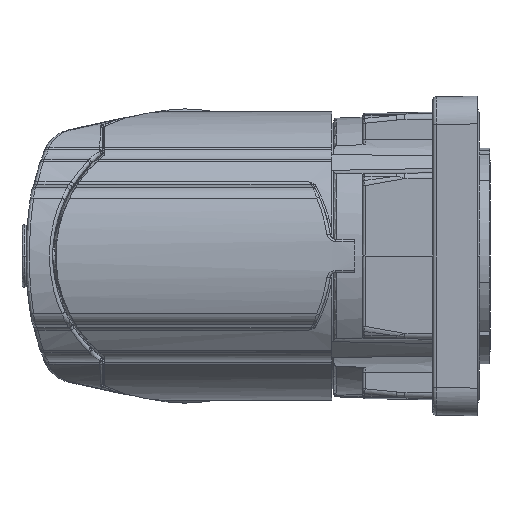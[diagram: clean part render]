
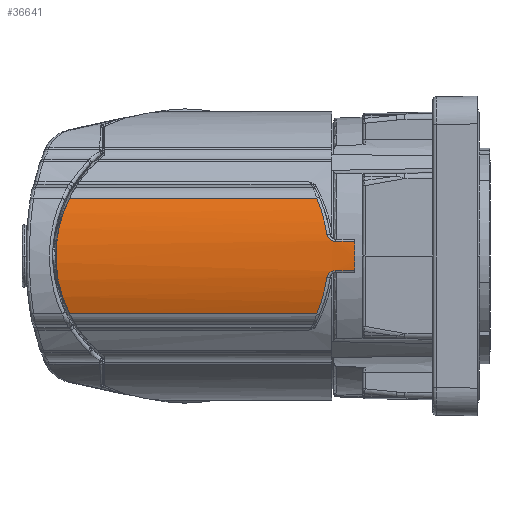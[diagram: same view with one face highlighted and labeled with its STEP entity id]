
A CAD part, left-side view. The second image highlights one B-rep face of the part: STEP entity #36641.
In plain terms, the highlighted cylindrical face has radius 15 mm (diameter 30 mm), a partial arc.
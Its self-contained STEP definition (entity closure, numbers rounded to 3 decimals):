
#7358=CARTESIAN_POINT('',(-14.066,36.714,5.21));
#8169=CARTESIAN_POINT('',(-14.066,14.449,
-5.21));
#8181=DIRECTION('',(0.,-1.,0.));
#8182=VECTOR('',#8181,22.266);
#8183=CARTESIAN_POINT('',(-14.066,36.714,
-5.21));
#8184=LINE('',#8183,#8182);
#8185=DIRECTION('',(0.,1.,0.));
#8186=VECTOR('',#8185,1.697);
#8187=CARTESIAN_POINT('',(-14.942,11.05,-1.318));
#8188=LINE('',#8187,#8186);
#8189=CARTESIAN_POINT('',(-14.942,12.747,
-1.318));
#8190=CARTESIAN_POINT('',(-14.942,12.794,
-1.318));
#8191=CARTESIAN_POINT('',(-14.942,12.885,
-1.323));
#8192=CARTESIAN_POINT('',(-14.939,13.016,
-1.351));
#8193=CARTESIAN_POINT('',(-14.935,13.137,
-1.398));
#8194=CARTESIAN_POINT('',(-14.929,13.245,
-1.461));
#8195=CARTESIAN_POINT('',(-14.921,13.338,
-1.538));
#8196=CARTESIAN_POINT('',(-14.911,13.417,
-1.628));
#8197=CARTESIAN_POINT('',(-14.9,13.478,
-1.727));
#8198=CARTESIAN_POINT('',(-14.888,13.52,
-1.827));
#8199=CARTESIAN_POINT('',(-14.88,13.534,
-1.891));
#8200=CARTESIAN_POINT('',(-14.876,13.538,
-1.922));
#8202=CARTESIAN_POINT('',(-14.876,13.538,
-1.922));
#8203=CARTESIAN_POINT('',(-14.727,13.705,
-3.075));
#8204=CARTESIAN_POINT('',(-14.445,14.019,
-4.186));
#8205=CARTESIAN_POINT('',(-14.066,14.449,
-5.21));
#8207=CARTESIAN_POINT('',(-14.066,36.714,
-5.21));
#8208=CARTESIAN_POINT('',(-14.253,36.968,
-4.704));
#8209=CARTESIAN_POINT('',(-14.567,37.386,
-3.686));
#8210=CARTESIAN_POINT('',(-14.857,37.765,
-2.235));
#8211=CARTESIAN_POINT('',(-15.01,37.963,
-0.708));
#8212=CARTESIAN_POINT('',(-15.003,37.953,
0.84));
#8213=CARTESIAN_POINT('',(-14.841,37.744,2.334));
#8214=CARTESIAN_POINT('',(-14.549,37.362,3.749));
#8215=CARTESIAN_POINT('',(-14.245,36.957,4.726));
#8216=CARTESIAN_POINT('',(-14.066,36.714,5.21));
#8218=DIRECTION('',(0.,-1.,0.));
#8219=VECTOR('',#8218,22.266);
#8220=CARTESIAN_POINT('',(-14.066,36.714,5.21));
#8221=LINE('',#8220,#8219);
#8222=CARTESIAN_POINT('',(-14.066,14.449,5.21));
#8223=CARTESIAN_POINT('',(-14.445,14.019,4.186));
#8224=CARTESIAN_POINT('',(-14.727,13.705,3.075));
#8225=CARTESIAN_POINT('',(-14.876,13.538,1.922));
#8227=CARTESIAN_POINT('',(-14.876,13.538,1.922));
#8228=CARTESIAN_POINT('',(-14.88,13.534,1.891));
#8229=CARTESIAN_POINT('',(-14.888,13.52,1.827));
#8230=CARTESIAN_POINT('',(-14.9,13.478,1.726));
#8231=CARTESIAN_POINT('',(-14.911,13.417,1.628));
#8232=CARTESIAN_POINT('',(-14.921,13.338,1.538));
#8233=CARTESIAN_POINT('',(-14.929,13.244,1.461));
#8234=CARTESIAN_POINT('',(-14.935,13.136,1.398));
#8235=CARTESIAN_POINT('',(-14.939,13.016,1.351));
#8236=CARTESIAN_POINT('',(-14.942,12.885,1.323));
#8237=CARTESIAN_POINT('',(-14.942,12.794,1.318));
#8238=CARTESIAN_POINT('',(-14.942,12.747,1.318));
#8240=DIRECTION('',(0.,-1.,0.));
#8241=VECTOR('',#8240,1.697);
#8242=CARTESIAN_POINT('',(-14.942,12.747,1.318));
#8243=LINE('',#8242,#8241);
#8253=CARTESIAN_POINT('',(-14.876,13.538,
-1.922));
#8333=CARTESIAN_POINT('',(0.,11.05,0.));
#8334=DIRECTION('',(0.,1.,0.));
#8335=DIRECTION('',(-0.996,0.,-0.088));
#8336=AXIS2_PLACEMENT_3D('',#8333,#8334,#8335);
#8338=CARTESIAN_POINT('',(0.,11.05,0.));
#8339=DIRECTION('',(0.,1.,0.));
#8340=DIRECTION('',(-1.,0.,0.));
#8341=AXIS2_PLACEMENT_3D('',#8338,#8339,#8340);
#20716=VERTEX_POINT('',#7358);
#20717=VERTEX_POINT('',#8207);
#20801=VERTEX_POINT('',#8169);
#20803=VERTEX_POINT('',#8253);
#20805=VERTEX_POINT('',#8189);
#20808=CARTESIAN_POINT('',(-14.942,11.05,-1.318));
#20809=VERTEX_POINT('',#20808);
#20810=CARTESIAN_POINT('',(-14.066,14.449,
5.21));
#20811=VERTEX_POINT('',#20810);
#20812=VERTEX_POINT('',#8225);
#20813=VERTEX_POINT('',#8238);
#20814=CARTESIAN_POINT('',(-14.942,11.05,1.318));
#20815=VERTEX_POINT('',#20814);
#20816=CARTESIAN_POINT('',(-15.,11.05,0.));
#20817=VERTEX_POINT('',#20816);
#36614=CARTESIAN_POINT('',(0.,12.85,0.));
#36615=DIRECTION('',(0.,-1.,0.));
#36616=DIRECTION('',(1.,0.,0.));
#36617=AXIS2_PLACEMENT_3D('',#36614,#36615,#36616);
#36618=CYLINDRICAL_SURFACE('',#36617,15.);
#36620=ORIENTED_EDGE('',*,*,#36619,.T.);
#36622=ORIENTED_EDGE('',*,*,#36621,.T.);
#36624=ORIENTED_EDGE('',*,*,#36623,.T.);
#36625=ORIENTED_EDGE('',*,*,#36597,.F.);
#36626=ORIENTED_EDGE('',*,*,#35257,.T.);
#36628=ORIENTED_EDGE('',*,*,#36627,.T.);
#36630=ORIENTED_EDGE('',*,*,#36629,.T.);
#36632=ORIENTED_EDGE('',*,*,#36631,.T.);
#36634=ORIENTED_EDGE('',*,*,#36633,.T.);
#36636=ORIENTED_EDGE('',*,*,#36635,.F.);
#36638=ORIENTED_EDGE('',*,*,#36637,.F.);
#36639=EDGE_LOOP('',(#36620,#36622,#36624,#36625,#36626,#36628,#36630,#36632,
#36634,#36636,#36638));
#36640=FACE_OUTER_BOUND('',#36639,.F.);
#8201=B_SPLINE_CURVE_WITH_KNOTS('',3,(#8189,#8190,#8191,#8192,#8193,#8194,#8195,
#8196,#8197,#8198,#8199,#8200),.UNSPECIFIED.,.F.,.F.,(4,1,1,1,1,1,1,1,1,4),
(0.,0.111,0.222,0.333,0.444,
0.556,0.667,0.778,0.889,1.),
.UNSPECIFIED.);
#8206=B_SPLINE_CURVE_WITH_KNOTS('',3,(#8202,#8203,#8204,#8205),.UNSPECIFIED.,
.F.,.F.,(4,4),(0.,1.),.UNSPECIFIED.);
#8217=B_SPLINE_CURVE_WITH_KNOTS('',3,(#8207,#8208,#8209,#8210,#8211,#8212,#8213,
#8214,#8215,#8216),.UNSPECIFIED.,.F.,.F.,(4,1,1,1,1,1,1,4),(0.,
0.143,0.286,0.429,0.571,
0.714,0.857,1.),.UNSPECIFIED.);
#8226=B_SPLINE_CURVE_WITH_KNOTS('',3,(#8222,#8223,#8224,#8225),.UNSPECIFIED.,
.F.,.F.,(4,4),(0.,1.),.UNSPECIFIED.);
#8239=B_SPLINE_CURVE_WITH_KNOTS('',3,(#8227,#8228,#8229,#8230,#8231,#8232,#8233,
#8234,#8235,#8236,#8237,#8238),.UNSPECIFIED.,.F.,.F.,(4,1,1,1,1,1,1,1,1,4),
(0.,0.111,0.222,0.333,0.444,
0.556,0.667,0.778,0.889,1.),
.UNSPECIFIED.);
#8337=CIRCLE('',#8336,15.);
#8342=CIRCLE('',#8341,15.);
#35257=EDGE_CURVE('',#20717,#20716,#8217,.T.);
#36597=EDGE_CURVE('',#20717,#20801,#8184,.T.);
#36619=EDGE_CURVE('',#20809,#20805,#8188,.T.);
#36621=EDGE_CURVE('',#20805,#20803,#8201,.T.);
#36623=EDGE_CURVE('',#20803,#20801,#8206,.T.);
#36627=EDGE_CURVE('',#20716,#20811,#8221,.T.);
#36629=EDGE_CURVE('',#20811,#20812,#8226,.T.);
#36631=EDGE_CURVE('',#20812,#20813,#8239,.T.);
#36633=EDGE_CURVE('',#20813,#20815,#8243,.T.);
#36635=EDGE_CURVE('',#20817,#20815,#8342,.T.);
#36637=EDGE_CURVE('',#20809,#20817,#8337,.T.);
#36641=ADVANCED_FACE('',(#36640),#36618,.T.);
